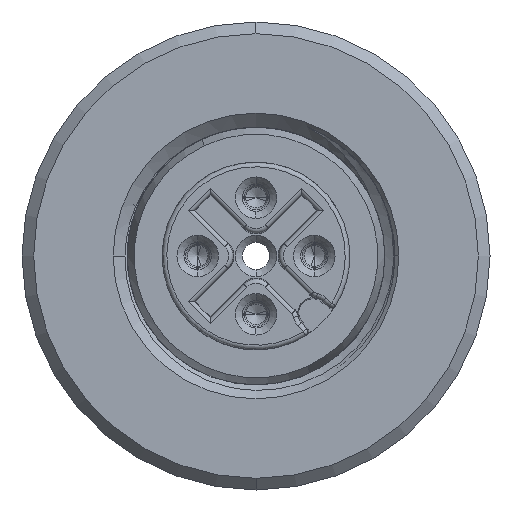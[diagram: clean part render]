
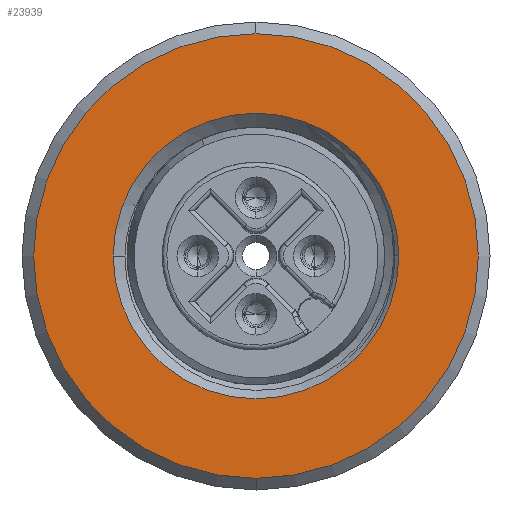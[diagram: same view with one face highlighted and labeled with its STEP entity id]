
A CAD part, front view. The second image highlights one B-rep face of the part: STEP entity #23939.
In plain terms, the highlighted planar face has unit normal (0, -1, 0).
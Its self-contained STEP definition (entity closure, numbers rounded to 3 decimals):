
#196=CARTESIAN_POINT('',(0.,-8.9,0.));
#197=DIRECTION('',(0.,1.,0.));
#198=DIRECTION('',(0.,0.,-1.));
#199=AXIS2_PLACEMENT_3D('',#196,#197,#198);
#201=CARTESIAN_POINT('',(0.,-8.9,0.));
#202=DIRECTION('',(0.,1.,0.));
#203=DIRECTION('',(0.,0.,1.));
#204=AXIS2_PLACEMENT_3D('',#201,#202,#203);
#206=CARTESIAN_POINT('',(0.,-8.9,0.));
#207=DIRECTION('',(0.,-1.,0.));
#208=DIRECTION('',(1.,0.,0.));
#209=AXIS2_PLACEMENT_3D('',#206,#207,#208);
#211=CARTESIAN_POINT('',(0.,-8.9,0.));
#212=DIRECTION('',(0.,-1.,0.));
#213=DIRECTION('',(0.,0.,1.));
#214=AXIS2_PLACEMENT_3D('',#211,#212,#213);
#216=CARTESIAN_POINT('',(0.,-8.9,0.));
#217=DIRECTION('',(0.,-1.,0.));
#218=DIRECTION('',(-1.,0.,0.));
#219=AXIS2_PLACEMENT_3D('',#216,#217,#218);
#221=CARTESIAN_POINT('',(0.,-8.9,0.));
#222=DIRECTION('',(0.,-1.,0.));
#223=DIRECTION('',(0.,0.,-1.));
#224=AXIS2_PLACEMENT_3D('',#221,#222,#223);
#20600=CARTESIAN_POINT('',(0.,-8.9,9.532));
#20601=CARTESIAN_POINT('',(0.,-8.9,-9.532));
#20602=VERTEX_POINT('',#20600);
#20603=VERTEX_POINT('',#20601);
#20604=CARTESIAN_POINT('',(0.,-8.9,6.125));
#20605=CARTESIAN_POINT('',(-6.125,-8.9,0.));
#20606=VERTEX_POINT('',#20604);
#20607=VERTEX_POINT('',#20605);
#20608=CARTESIAN_POINT('',(6.125,-8.9,0.));
#20609=VERTEX_POINT('',#20608);
#20610=CARTESIAN_POINT('',(0.,-8.9,-6.125));
#20611=VERTEX_POINT('',#20610);
#23919=CARTESIAN_POINT('',(0.,-8.9,0.));
#23920=DIRECTION('',(0.,1.,0.));
#23921=DIRECTION('',(1.,0.,0.));
#23922=AXIS2_PLACEMENT_3D('',#23919,#23920,#23921);
#23923=PLANE('',#23922);
#23925=ORIENTED_EDGE('',*,*,#23924,.T.);
#23926=ORIENTED_EDGE('',*,*,#23909,.T.);
#23927=EDGE_LOOP('',(#23925,#23926));
#23928=FACE_OUTER_BOUND('',#23927,.F.);
#23930=ORIENTED_EDGE('',*,*,#23929,.T.);
#23932=ORIENTED_EDGE('',*,*,#23931,.T.);
#23934=ORIENTED_EDGE('',*,*,#23933,.T.);
#23936=ORIENTED_EDGE('',*,*,#23935,.T.);
#23937=EDGE_LOOP('',(#23930,#23932,#23934,#23936));
#23938=FACE_BOUND('',#23937,.F.);
#23939=ADVANCED_FACE('',(#23928,#23938),#23923,.F.);
#200=CIRCLE('',#199,9.532);
#205=CIRCLE('',#204,9.532);
#210=CIRCLE('',#209,6.125);
#215=CIRCLE('',#214,6.125);
#220=CIRCLE('',#219,6.125);
#225=CIRCLE('',#224,6.125);
#23909=EDGE_CURVE('',#20602,#20603,#205,.T.);
#23924=EDGE_CURVE('',#20603,#20602,#200,.T.);
#23929=EDGE_CURVE('',#20609,#20606,#210,.T.);
#23931=EDGE_CURVE('',#20606,#20607,#215,.T.);
#23933=EDGE_CURVE('',#20607,#20611,#220,.T.);
#23935=EDGE_CURVE('',#20611,#20609,#225,.T.);
